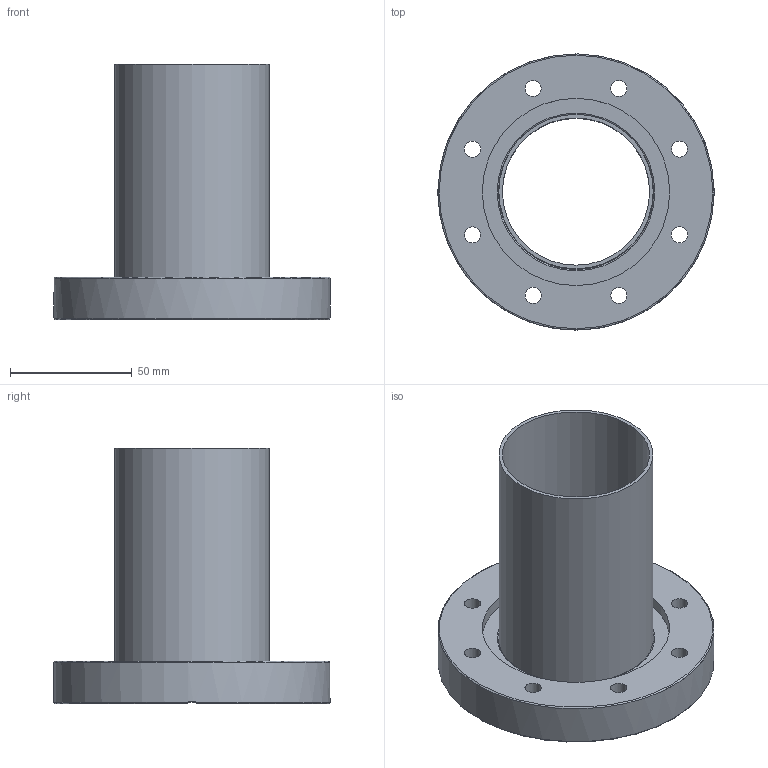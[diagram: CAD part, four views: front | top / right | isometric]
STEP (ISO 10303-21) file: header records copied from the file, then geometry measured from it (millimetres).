
FILE_DESCRIPTION((''),'2;1');
FILE_NAME('TU63RT-304.stp','2009-04-09T13:04:59',('hasers'),(''),'Autodesk Inventor 2008','Autodesk Inventor 2008','');
FILE_SCHEMA(('AUTOMOTIVE_DESIGN { 1 0 10303 214 1 1 1 1 }'));
Length unit declared in the file: millimetre
Products named in the file (4): TU63RT-304; CF-R [Subject [Summary]=-304][Title [Summary]=F63ROT]; CF-R [Subject [Summary]=-304][Title [Summary]=F63RIB63]; Rohre [Subject [Summary]=normal][Keywords [Summary]=1.4301][Title [Summary]=63,5x1,5 (0,5m)]_1
Assembly tree (3 placements, depth 2):
  TU63RT-304
    CF-R [Subject [Summary]=-304][Title [Summary]=F63ROT]
    CF-R [Subject [Summary]=-304][Title [Summary]=F63RIB63]
    Rohre [Subject [Summary]=normal][Keywords [Summary]=1.4301][Title [Summary]=63,5x1,5 (0,5m)]_1
Bounding box: 113.5 x 113.5 x 105 mm (x, y, z)
Volume: 136377.8 mm3; surface area: 72298.2 mm2
Topology: 3 solids, 3 shells, 39 faces, 97 edges, 65 vertices
Faces by surface type: bspline 15, torus 7, cylinder 7, plane 7, cone 3
Full cylindrical faces by diameter (mm): 60.5 x1, 63.5 x1, 82.4 x1, 83.2 x1, 113.5 x1
Entity records: 1363 total; most frequent: CARTESIAN_POINT 499, DIRECTION 158, ORIENTED_EDGE 116, EDGE_LOOP 88, AXIS2_PLACEMENT_3D 77, EDGE_CURVE 58, VERTEX_POINT 52, FACE_BOUND 49
